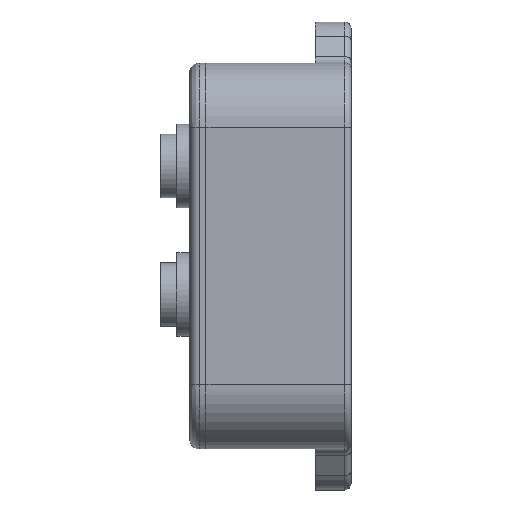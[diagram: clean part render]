
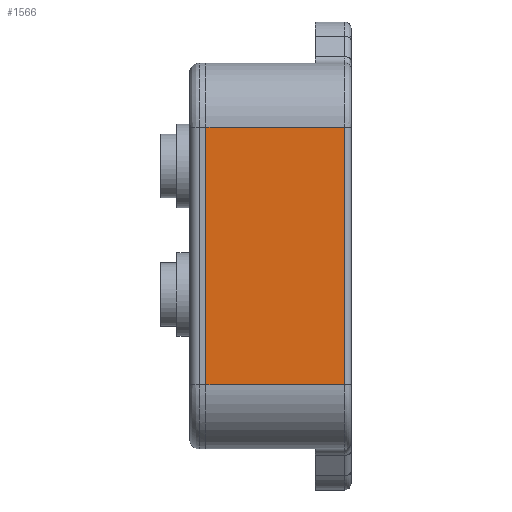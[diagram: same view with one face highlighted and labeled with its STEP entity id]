
A CAD part, left-side view. The second image highlights one B-rep face of the part: STEP entity #1566.
In plain terms, the highlighted free-form (B-spline) face has degree [1, 1] with [2, 2] control points.
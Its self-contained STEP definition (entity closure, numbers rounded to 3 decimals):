
#1540 = VERTEX_POINT('',#1541);
#1541 = CARTESIAN_POINT('',(1147.047,1240.253,
    1158.697));
#1547 = EDGE_CURVE('',#1548,#1540,#1550,.T.);
#1548 = VERTEX_POINT('',#1549);
#1549 = CARTESIAN_POINT('',(1147.047,1266.248,
    1158.697));
#1550 = B_SPLINE_CURVE_WITH_KNOTS('',1,(#1551,#1552),.UNSPECIFIED.,.F.,
  .F.,(2,2),(-17.,4.55),.PIECEWISE_BEZIER_KNOTS.);
#1551 = CARTESIAN_POINT('',(1147.047,1266.248,
    1158.697));
#1552 = CARTESIAN_POINT('',(1147.047,1240.253,
    1158.697));
#1566 = ADVANCED_FACE('',(#1567),#1589,.F.);
#1567 = FACE_BOUND('',#1568,.T.);
#1568 = EDGE_LOOP('',(#1569,#1570,#1577,#1584));
#1569 = ORIENTED_EDGE('',*,*,#1547,.T.);
#1570 = ORIENTED_EDGE('',*,*,#1571,.T.);
#1571 = EDGE_CURVE('',#1540,#1572,#1574,.T.);
#1572 = VERTEX_POINT('',#1573);
#1573 = CARTESIAN_POINT('',(1147.047,1240.253,
    1206.946));
#1574 = B_SPLINE_CURVE_WITH_KNOTS('',1,(#1575,#1576),.UNSPECIFIED.,.F.,
  .F.,(2,2),(0.,40.),.PIECEWISE_BEZIER_KNOTS.);
#1575 = CARTESIAN_POINT('',(1147.047,1240.253,
    1158.697));
#1576 = CARTESIAN_POINT('',(1147.047,1240.253,
    1206.946));
#1577 = ORIENTED_EDGE('',*,*,#1578,.F.);
#1578 = EDGE_CURVE('',#1579,#1572,#1581,.T.);
#1579 = VERTEX_POINT('',#1580);
#1580 = CARTESIAN_POINT('',(1147.047,1266.248,
    1206.946));
#1581 = B_SPLINE_CURVE_WITH_KNOTS('',1,(#1582,#1583),.UNSPECIFIED.,.F.,
  .F.,(2,2),(-17.,4.55),.PIECEWISE_BEZIER_KNOTS.);
#1582 = CARTESIAN_POINT('',(1147.047,1266.248,
    1206.946));
#1583 = CARTESIAN_POINT('',(1147.047,1240.253,
    1206.946));
#1584 = ORIENTED_EDGE('',*,*,#1585,.F.);
#1585 = EDGE_CURVE('',#1548,#1579,#1586,.T.);
#1586 = B_SPLINE_CURVE_WITH_KNOTS('',1,(#1587,#1588),.UNSPECIFIED.,.F.,
  .F.,(2,2),(0.,40.),.PIECEWISE_BEZIER_KNOTS.);
#1587 = CARTESIAN_POINT('',(1147.047,1266.248,
    1158.697));
#1588 = CARTESIAN_POINT('',(1147.047,1266.248,
    1206.946));
#1589 = B_SPLINE_SURFACE_WITH_KNOTS('',1,1,(
    (#1590,#1591)
    ,(#1592,#1593
    )),.UNSPECIFIED.,.F.,.F.,.F.,(2,2),(2,2),(-40.,0.),(
    -4.55,17.),.PIECEWISE_BEZIER_KNOTS.);
#1590 = CARTESIAN_POINT('',(1147.047,1240.253,
    1206.946));
#1591 = CARTESIAN_POINT('',(1147.047,1266.248,
    1206.946));
#1592 = CARTESIAN_POINT('',(1147.047,1240.253,
    1158.697));
#1593 = CARTESIAN_POINT('',(1147.047,1266.248,
    1158.697));
